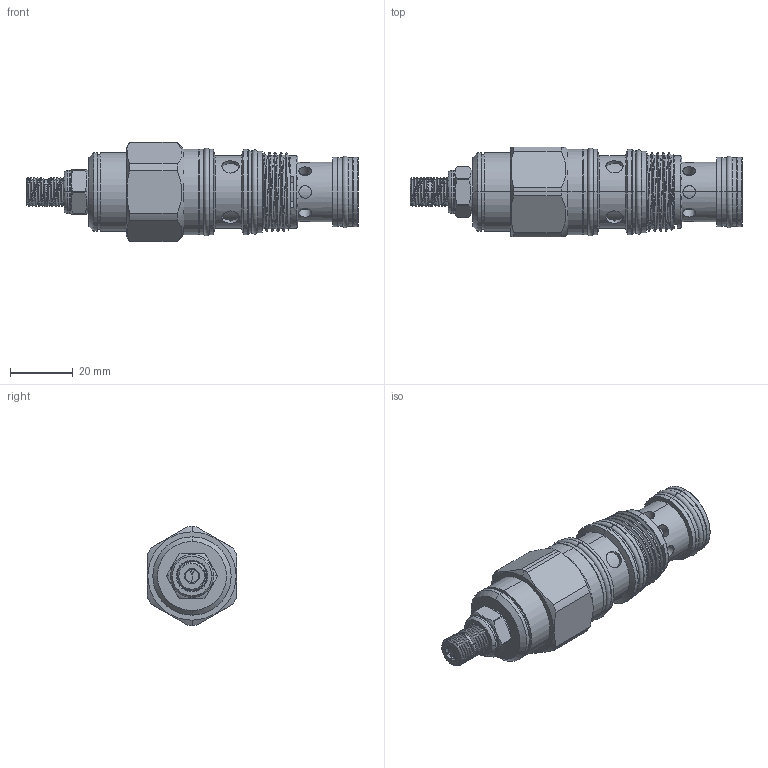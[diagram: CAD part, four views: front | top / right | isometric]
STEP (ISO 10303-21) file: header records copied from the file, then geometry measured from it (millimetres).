
FILE_DESCRIPTION (( 'STEP AP203' ), '1' );
FILE_NAME ('DP2A3P-L.STEP', '2022-07-15T02:55:46', ( '' ), ( '' ), 'SwSTEP 2.0', 'SolidWorks 2018', '' );
FILE_SCHEMA (( 'CONFIG_CONTROL_DESIGN' ));
Length unit declared in the file: millimetre
Products named in the file (1): DP2A3P-L
Bounding box: 105.91 x 28.57 x 31.6 mm (x, y, z)
Volume: 43873 mm3; surface area: 13053.7 mm2
Topology: 2 solids, 2 shells, 292 faces, 699 edges, 437 vertices
Faces by surface type: cylinder 153, plane 58, cone 38, torus 32, bspline 11
Entity records: 16612 total; most frequent: CARTESIAN_POINT 10047, ORIENTED_EDGE 1394, DIRECTION 1323, EDGE_CURVE 697, AXIS2_PLACEMENT_3D 558, VERTEX_POINT 437, EDGE_LOOP 336, ADVANCED_FACE 292
